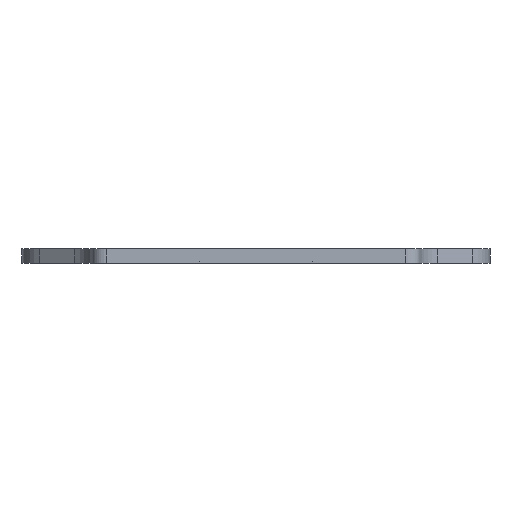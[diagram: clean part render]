
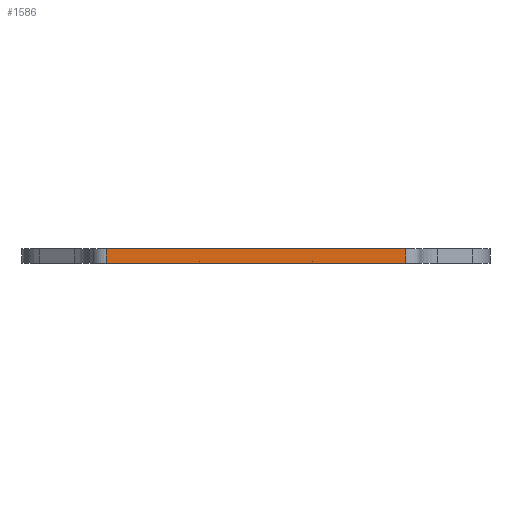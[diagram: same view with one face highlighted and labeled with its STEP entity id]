
A CAD part, left-side view. The second image highlights one B-rep face of the part: STEP entity #1586.
In plain terms, the highlighted planar face has unit normal (-1, 0, 0).
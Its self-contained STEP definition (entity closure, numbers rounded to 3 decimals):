
#42 = VERTEX_POINT ( 'NONE', #964 ) ;
#74 = DIRECTION ( 'NONE',  ( 0., -1., 0. ) ) ;
#94 = LINE ( 'NONE', #1256, #1736 ) ;
#133 = VECTOR ( 'NONE', #1630, 1000. ) ;
#182 = DIRECTION ( 'NONE',  ( 0., -1., 0. ) ) ;
#197 = ORIENTED_EDGE ( 'NONE', *, *, #2182, .T. ) ;
#235 = VECTOR ( 'NONE', #74, 1000. ) ;
#393 = VERTEX_POINT ( 'NONE', #484 ) ;
#484 = CARTESIAN_POINT ( 'NONE',  ( -45.619, 37.881, 3. ) ) ;
#560 = EDGE_CURVE ( 'NONE', #1714, #1843, #94, .T. ) ;
#620 = CARTESIAN_POINT ( 'NONE',  ( -45.619, 52.881, 3. ) ) ;
#753 = AXIS2_PLACEMENT_3D ( 'NONE', #620, #1053, #1269 ) ;
#964 = CARTESIAN_POINT ( 'NONE',  ( -45.619, -26.119, 3. ) ) ;
#969 = ORIENTED_EDGE ( 'NONE', *, *, #560, .T. ) ;
#1046 = LINE ( 'NONE', #1150, #235 ) ;
#1053 = DIRECTION ( 'NONE',  ( 1., 0., 0. ) ) ;
#1091 = EDGE_CURVE ( 'NONE', #393, #1714, #1977, .T. ) ;
#1150 = CARTESIAN_POINT ( 'NONE',  ( -45.619, 52.881, 3. ) ) ;
#1256 = CARTESIAN_POINT ( 'NONE',  ( -45.619, 52.881, 0. ) ) ;
#1269 = DIRECTION ( 'NONE',  ( 0., 1., 0. ) ) ;
#1363 = ORIENTED_EDGE ( 'NONE', *, *, #1091, .T. ) ;
#1521 = ORIENTED_EDGE ( 'NONE', *, *, #2271, .F. ) ;
#1586 = ADVANCED_FACE ( 'NONE', ( #1860 ), #1900, .F. ) ;
#1630 = DIRECTION ( 'NONE',  ( 0., 0., 1. ) ) ;
#1714 = VERTEX_POINT ( 'NONE', #2412 ) ;
#1736 = VECTOR ( 'NONE', #182, 1000. ) ;
#1843 = VERTEX_POINT ( 'NONE', #2690 ) ;
#1849 = LINE ( 'NONE', #2079, #133 ) ;
#1860 = FACE_OUTER_BOUND ( 'NONE', #2164, .T. ) ;
#1873 = CARTESIAN_POINT ( 'NONE',  ( -45.619, 37.881, 0. ) ) ;
#1900 = PLANE ( 'NONE',  #753 ) ;
#1977 = LINE ( 'NONE', #1873, #2662 ) ;
#2079 = CARTESIAN_POINT ( 'NONE',  ( -45.619, -26.119, 3. ) ) ;
#2105 = DIRECTION ( 'NONE',  ( 0., 0., -1. ) ) ;
#2164 = EDGE_LOOP ( 'NONE', ( #1521, #1363, #969, #197 ) ) ;
#2182 = EDGE_CURVE ( 'NONE', #1843, #42, #1849, .T. ) ;
#2271 = EDGE_CURVE ( 'NONE', #393, #42, #1046, .T. ) ;
#2412 = CARTESIAN_POINT ( 'NONE',  ( -45.619, 37.881, 0. ) ) ;
#2662 = VECTOR ( 'NONE', #2105, 1000. ) ;
#2690 = CARTESIAN_POINT ( 'NONE',  ( -45.619, -26.119, 0. ) ) ;
